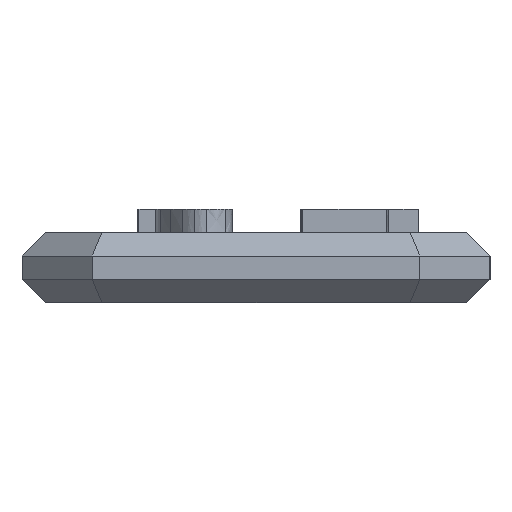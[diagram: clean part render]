
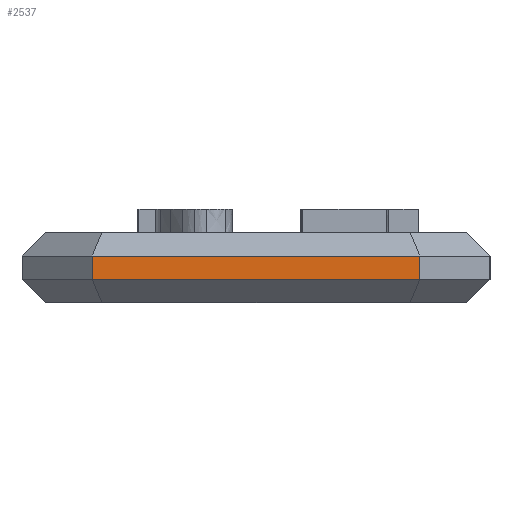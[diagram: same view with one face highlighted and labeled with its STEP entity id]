
A CAD part, left-side view. The second image highlights one B-rep face of the part: STEP entity #2537.
In plain terms, the highlighted planar face has unit normal (-1, 0, 0).
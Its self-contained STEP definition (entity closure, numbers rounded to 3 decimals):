
#2537=ADVANCED_FACE('',(#5436),#5438,.T.);
#5436=FACE_BOUND('',#5437,.T.);
#5437=EDGE_LOOP('',(#8011,#8012,#8013,#8014));
#5438=PLANE('',#5439);
#5439=AXIS2_PLACEMENT_3D('',#5440,#5441,#5442);
#5440=CARTESIAN_POINT('',(-30.,10.,0.));
#5441=DIRECTION('',(-1.,0.,0.));
#5442=DIRECTION('',(0.,-1.,0.));
#8011=ORIENTED_EDGE('',*,*,#9225,.T.);
#8012=ORIENTED_EDGE('',*,*,#9765,.T.);
#8013=ORIENTED_EDGE('',*,*,#9250,.F.);
#8014=ORIENTED_EDGE('',*,*,#9766,.F.);
#9225=EDGE_CURVE('',#10590,#10591,#10592,.T.);
#9250=EDGE_CURVE('',#10625,#10628,#10629,.T.);
#9765=EDGE_CURVE('',#10591,#10628,#11400,.T.);
#9766=EDGE_CURVE('',#10590,#10625,#11401,.T.);
#10590=VERTEX_POINT('',#12955);
#10591=VERTEX_POINT('',#12956);
#10592=LINE('',#12957,#12958);
#10625=VERTEX_POINT('',#13036);
#10628=VERTEX_POINT('',#13043);
#10629=LINE('',#13044,#13045);
#11400=LINE('',#14845,#14846);
#11401=LINE('',#14848,#14849);
#12955=CARTESIAN_POINT('',(-30.,7.,1.));
#12956=CARTESIAN_POINT('',(-30.,-7.,1.));
#12957=CARTESIAN_POINT('',(-30.,7.,1.));
#12958=VECTOR('',#12959,1.);
#12959=DIRECTION('',(0.,-1.,0.));
#13036=CARTESIAN_POINT('',(-30.,7.,2.));
#13043=CARTESIAN_POINT('',(-30.,-7.,2.));
#13044=CARTESIAN_POINT('',(-30.,7.,2.));
#13045=VECTOR('',#13046,1.);
#13046=DIRECTION('',(0.,-1.,0.));
#14845=CARTESIAN_POINT('',(-30.,-7.,1.));
#14846=VECTOR('',#14847,1.);
#14847=DIRECTION('',(0.,0.,1.));
#14848=CARTESIAN_POINT('',(-30.,7.,1.));
#14849=VECTOR('',#14850,1.);
#14850=DIRECTION('',(0.,0.,1.));
